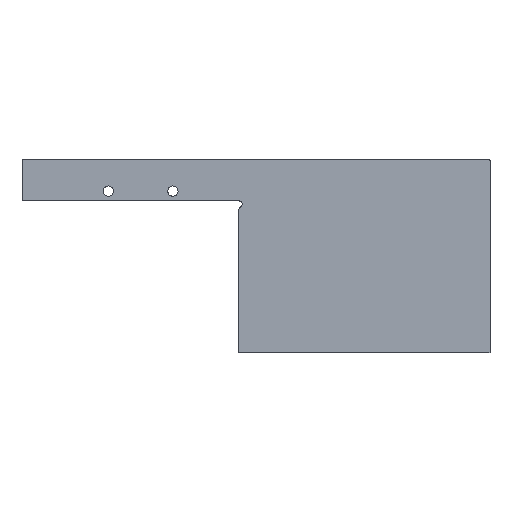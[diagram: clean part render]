
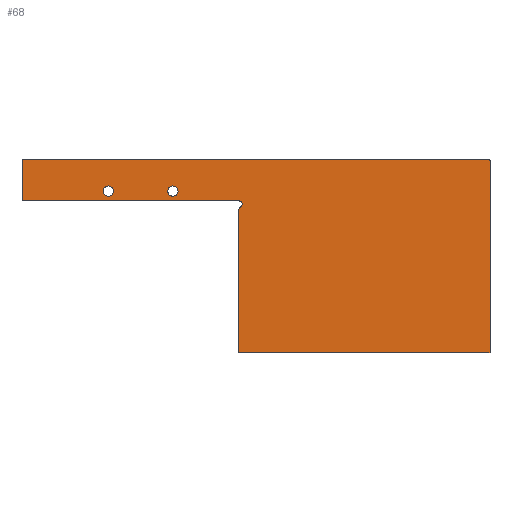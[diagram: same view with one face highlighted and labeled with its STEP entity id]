
A CAD part, top view. The second image highlights one B-rep face of the part: STEP entity #68.
In plain terms, the highlighted planar face has unit normal (0, 0, 1).
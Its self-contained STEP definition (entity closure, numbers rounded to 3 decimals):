
#9 = EDGE_CURVE ( 'NONE', #196, #517, #463, .T. ) ;
#15 = VERTEX_POINT ( 'NONE', #408 ) ;
#20 = DIRECTION ( 'NONE',  ( 0., 0., 1. ) ) ;
#21 = AXIS2_PLACEMENT_3D ( 'NONE', #549, #445, #268 ) ;
#23 = CARTESIAN_POINT ( 'NONE',  ( 67.7, -1., 1. ) ) ;
#27 = EDGE_CURVE ( 'NONE', #256, #558, #529, .T. ) ;
#39 = ORIENTED_EDGE ( 'NONE', *, *, #9, .T. ) ;
#42 = DIRECTION ( 'NONE',  ( 0., 0., 1. ) ) ;
#54 = CARTESIAN_POINT ( 'NONE',  ( 145.5, -47.1, 1. ) ) ;
#62 = AXIS2_PLACEMENT_3D ( 'NONE', #507, #501, #234 ) ;
#66 = VERTEX_POINT ( 'NONE', #584 ) ;
#67 = DIRECTION ( 'NONE',  ( -1., 0., 0. ) ) ;
#68 = ADVANCED_FACE ( 'NONE', ( #472, #495, #324 ), #420, .F. ) ;
#71 = DIRECTION ( 'NONE',  ( -1., 0., 0. ) ) ;
#72 = AXIS2_PLACEMENT_3D ( 'NONE', #459, #233, #544 ) ;
#73 = LINE ( 'NONE', #511, #315 ) ;
#74 = ORIENTED_EDGE ( 'NONE', *, *, #567, .F. ) ;
#79 = CARTESIAN_POINT ( 'NONE',  ( 145.5, 12.4, 1. ) ) ;
#80 = CIRCLE ( 'NONE', #72, 1.6 ) ;
#82 = DIRECTION ( 'NONE',  ( 0., 1., 0. ) ) ;
#88 = CARTESIAN_POINT ( 'NONE',  ( 67.7, -47.1, 1. ) ) ;
#90 = CARTESIAN_POINT ( 'NONE',  ( 1., 12.9, 1. ) ) ;
#94 = ORIENTED_EDGE ( 'NONE', *, *, #172, .F. ) ;
#99 = CARTESIAN_POINT ( 'NONE',  ( 67.7, -2.732, 1. ) ) ;
#110 = ORIENTED_EDGE ( 'NONE', *, *, #249, .T. ) ;
#120 = ORIENTED_EDGE ( 'NONE', *, *, #302, .F. ) ;
#126 = DIRECTION ( 'NONE',  ( -1., 0., 0. ) ) ;
#133 = CARTESIAN_POINT ( 'NONE',  ( 0.5, 0., 1. ) ) ;
#137 = DIRECTION ( 'NONE',  ( -1., 0., 0. ) ) ;
#140 = ORIENTED_EDGE ( 'NONE', *, *, #267, .F. ) ;
#141 = CARTESIAN_POINT ( 'NONE',  ( 67.7, -47.1, 1. ) ) ;
#155 = DIRECTION ( 'NONE',  ( 0., 0., 1. ) ) ;
#156 = AXIS2_PLACEMENT_3D ( 'NONE', #23, #155, #335 ) ;
#157 = DIRECTION ( 'NONE',  ( 0., 0., 1. ) ) ;
#158 = CARTESIAN_POINT ( 'NONE',  ( 68.7, -2.732, 1. ) ) ;
#163 = DIRECTION ( 'NONE',  ( 1., 0., 0. ) ) ;
#165 = ORIENTED_EDGE ( 'NONE', *, *, #321, .T. ) ;
#169 = CIRCLE ( 'NONE', #261, 1. ) ;
#172 = EDGE_CURVE ( 'NONE', #558, #256, #80, .T. ) ;
#178 = EDGE_LOOP ( 'NONE', ( #74, #548 ) ) ;
#179 = CARTESIAN_POINT ( 'NONE',  ( 0.5, 12.9, 1. ) ) ;
#180 = CARTESIAN_POINT ( 'NONE',  ( 145.5, 12.9, 1. ) ) ;
#181 = EDGE_CURVE ( 'NONE', #380, #325, #411, .T. ) ;
#185 = VERTEX_POINT ( 'NONE', #54 ) ;
#186 = DIRECTION ( 'NONE',  ( 0., -1., 0. ) ) ;
#191 = EDGE_CURVE ( 'NONE', #388, #196, #224, .T. ) ;
#195 = VECTOR ( 'NONE', #82, 1000. ) ;
#196 = VERTEX_POINT ( 'NONE', #99 ) ;
#208 = CARTESIAN_POINT ( 'NONE',  ( 28.85, 3., 1. ) ) ;
#215 = CIRCLE ( 'NONE', #156, 1. ) ;
#218 = VERTEX_POINT ( 'NONE', #250 ) ;
#219 = CARTESIAN_POINT ( 'NONE',  ( 0., 12.9, 1. ) ) ;
#221 = CARTESIAN_POINT ( 'NONE',  ( 145., 12.4, 1. ) ) ;
#224 = CIRCLE ( 'NONE', #522, 1. ) ;
#225 = ORIENTED_EDGE ( 'NONE', *, *, #329, .T. ) ;
#227 = CARTESIAN_POINT ( 'NONE',  ( 47.25, 3., 1. ) ) ;
#230 = ORIENTED_EDGE ( 'NONE', *, *, #390, .F. ) ;
#233 = DIRECTION ( 'NONE',  ( 0., 0., 1. ) ) ;
#234 = DIRECTION ( 'NONE',  ( -1., 0., 0. ) ) ;
#235 = EDGE_CURVE ( 'NONE', #388, #218, #215, .T. ) ;
#249 = EDGE_CURVE ( 'NONE', #517, #185, #73, .T. ) ;
#250 = CARTESIAN_POINT ( 'NONE',  ( 68.7, -1., 1. ) ) ;
#254 = ORIENTED_EDGE ( 'NONE', *, *, #27, .F. ) ;
#256 = VERTEX_POINT ( 'NONE', #299 ) ;
#260 = CARTESIAN_POINT ( 'NONE',  ( 0.5, 12.4, 1. ) ) ;
#261 = AXIS2_PLACEMENT_3D ( 'NONE', #336, #20, #163 ) ;
#266 = DIRECTION ( 'NONE',  ( -1., 0., 0. ) ) ;
#267 = EDGE_CURVE ( 'NONE', #218, #325, #169, .T. ) ;
#268 = DIRECTION ( 'NONE',  ( -1., 0., 0. ) ) ;
#269 = DIRECTION ( 'NONE',  ( 0., 0., 1. ) ) ;
#271 = LINE ( 'NONE', #219, #363 ) ;
#280 = VERTEX_POINT ( 'NONE', #208 ) ;
#293 = EDGE_CURVE ( 'NONE', #550, #377, #425, .T. ) ;
#294 = CARTESIAN_POINT ( 'NONE',  ( 27.25, 3., 1. ) ) ;
#299 = CARTESIAN_POINT ( 'NONE',  ( 45.65, 3., 1. ) ) ;
#302 = EDGE_CURVE ( 'NONE', #380, #377, #417, .T. ) ;
#307 = AXIS2_PLACEMENT_3D ( 'NONE', #294, #468, #67 ) ;
#310 = VERTEX_POINT ( 'NONE', #79 ) ;
#312 = CARTESIAN_POINT ( 'NONE',  ( 1., 12.4, 1. ) ) ;
#315 = VECTOR ( 'NONE', #557, 1000. ) ;
#317 = ORIENTED_EDGE ( 'NONE', *, *, #235, .F. ) ;
#321 = EDGE_CURVE ( 'NONE', #310, #15, #532, .T. ) ;
#324 = FACE_BOUND ( 'NONE', #178, .T. ) ;
#325 = VERTEX_POINT ( 'NONE', #402 ) ;
#327 = AXIS2_PLACEMENT_3D ( 'NONE', #312, #525, #266 ) ;
#329 = EDGE_CURVE ( 'NONE', #15, #550, #271, .T. ) ;
#335 = DIRECTION ( 'NONE',  ( 1., 0., 0. ) ) ;
#336 = CARTESIAN_POINT ( 'NONE',  ( 67.7, -1., 1. ) ) ;
#363 = VECTOR ( 'NONE', #523, 1000. ) ;
#370 = EDGE_LOOP ( 'NONE', ( #254, #94 ) ) ;
#373 = CARTESIAN_POINT ( 'NONE',  ( 67.7, 0., 1. ) ) ;
#374 = AXIS2_PLACEMENT_3D ( 'NONE', #221, #42, #126 ) ;
#376 = LINE ( 'NONE', #180, #505 ) ;
#377 = VERTEX_POINT ( 'NONE', #260 ) ;
#380 = VERTEX_POINT ( 'NONE', #133 ) ;
#383 = CARTESIAN_POINT ( 'NONE',  ( 48.85, 3., 1. ) ) ;
#386 = VECTOR ( 'NONE', #494, 1000. ) ;
#388 = VERTEX_POINT ( 'NONE', #440 ) ;
#390 = EDGE_CURVE ( 'NONE', #310, #185, #376, .T. ) ;
#397 = DIRECTION ( 'NONE',  ( 0., -1., 0. ) ) ;
#398 = VECTOR ( 'NONE', #186, 1000. ) ;
#402 = CARTESIAN_POINT ( 'NONE',  ( 67.7, 0., 1. ) ) ;
#406 = ORIENTED_EDGE ( 'NONE', *, *, #293, .T. ) ;
#408 = CARTESIAN_POINT ( 'NONE',  ( 145., 12.9, 1. ) ) ;
#411 = LINE ( 'NONE', #373, #386 ) ;
#417 = LINE ( 'NONE', #179, #195 ) ;
#420 = PLANE ( 'NONE',  #62 ) ;
#425 = CIRCLE ( 'NONE', #327, 0.5 ) ;
#434 = AXIS2_PLACEMENT_3D ( 'NONE', #227, #269, #137 ) ;
#435 = CIRCLE ( 'NONE', #21, 1.6 ) ;
#436 = EDGE_LOOP ( 'NONE', ( #225, #406, #120, #437, #140, #317, #581, #39, #110, #230, #165 ) ) ;
#437 = ORIENTED_EDGE ( 'NONE', *, *, #181, .T. ) ;
#440 = CARTESIAN_POINT ( 'NONE',  ( 68.2, -1.866, 1. ) ) ;
#445 = DIRECTION ( 'NONE',  ( 0., 0., 1. ) ) ;
#452 = CIRCLE ( 'NONE', #307, 1.6 ) ;
#459 = CARTESIAN_POINT ( 'NONE',  ( 47.25, 3., 1. ) ) ;
#463 = LINE ( 'NONE', #141, #398 ) ;
#468 = DIRECTION ( 'NONE',  ( 0., 0., 1. ) ) ;
#472 = FACE_OUTER_BOUND ( 'NONE', #436, .T. ) ;
#474 = EDGE_CURVE ( 'NONE', #280, #66, #435, .T. ) ;
#494 = DIRECTION ( 'NONE',  ( 1., 0., 0. ) ) ;
#495 = FACE_BOUND ( 'NONE', #370, .T. ) ;
#501 = DIRECTION ( 'NONE',  ( 0., 0., -1. ) ) ;
#505 = VECTOR ( 'NONE', #397, 1000. ) ;
#507 = CARTESIAN_POINT ( 'NONE',  ( 0., 0., 1. ) ) ;
#511 = CARTESIAN_POINT ( 'NONE',  ( 146., -47.1, 1. ) ) ;
#517 = VERTEX_POINT ( 'NONE', #88 ) ;
#522 = AXIS2_PLACEMENT_3D ( 'NONE', #158, #157, #71 ) ;
#523 = DIRECTION ( 'NONE',  ( -1., 0., 0. ) ) ;
#525 = DIRECTION ( 'NONE',  ( 0., 0., 1. ) ) ;
#529 = CIRCLE ( 'NONE', #434, 1.6 ) ;
#532 = CIRCLE ( 'NONE', #374, 0.5 ) ;
#544 = DIRECTION ( 'NONE',  ( -1., 0., 0. ) ) ;
#548 = ORIENTED_EDGE ( 'NONE', *, *, #474, .F. ) ;
#549 = CARTESIAN_POINT ( 'NONE',  ( 27.25, 3., 1. ) ) ;
#550 = VERTEX_POINT ( 'NONE', #90 ) ;
#557 = DIRECTION ( 'NONE',  ( 1., 0., 0. ) ) ;
#558 = VERTEX_POINT ( 'NONE', #383 ) ;
#567 = EDGE_CURVE ( 'NONE', #66, #280, #452, .T. ) ;
#581 = ORIENTED_EDGE ( 'NONE', *, *, #191, .T. ) ;
#584 = CARTESIAN_POINT ( 'NONE',  ( 25.65, 3., 1. ) ) ;
